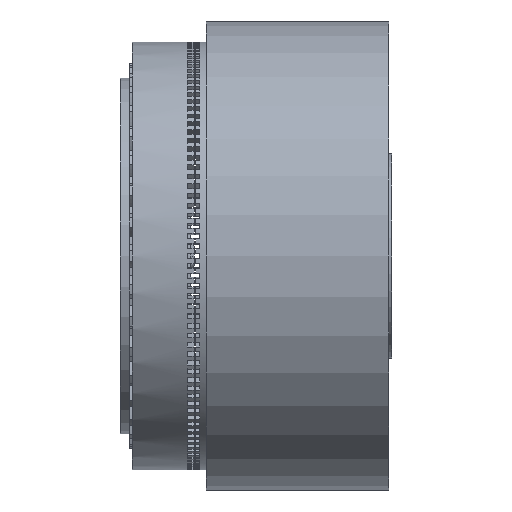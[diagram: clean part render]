
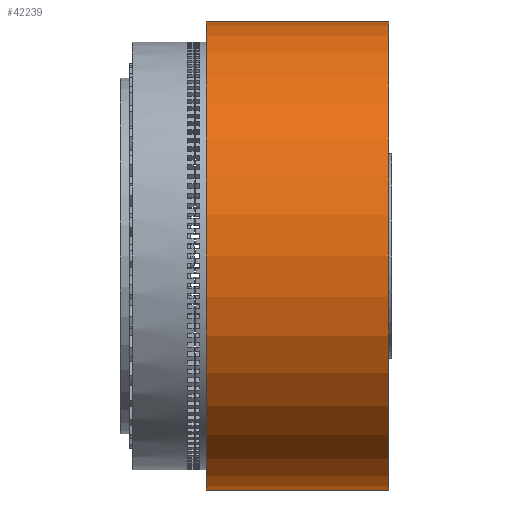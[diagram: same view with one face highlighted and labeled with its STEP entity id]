
A CAD part, front view. The second image highlights one B-rep face of the part: STEP entity #42239.
In plain terms, the highlighted cylindrical face has radius 57.15 mm (diameter 114.3 mm), a partial arc.
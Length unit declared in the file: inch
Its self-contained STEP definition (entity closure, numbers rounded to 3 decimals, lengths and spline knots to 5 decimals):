
#30 = VERTEX_POINT ( 'NONE', #62772 ) ;
#1221 = CARTESIAN_POINT ( 'NONE',  ( 1.755, 0., 2.25 ) ) ;
#1935 = DIRECTION ( 'NONE',  ( -1., 0., 0. ) ) ;
#3081 = EDGE_CURVE ( 'NONE', #57515, #33357, #69207, .T. ) ;
#5462 = CIRCLE ( 'NONE', #17606, 2.25 ) ;
#5642 = CARTESIAN_POINT ( 'NONE',  ( 1.755, 0., -2.25 ) ) ;
#7375 = DIRECTION ( 'NONE',  ( -1., 0., 0. ) ) ;
#9504 = DIRECTION ( 'NONE',  ( -1., 0., 0. ) ) ;
#13564 = VECTOR ( 'NONE', #9504, 39.37008 ) ;
#14993 = EDGE_CURVE ( 'NONE', #35992, #57515, #5462, .T. ) ;
#17005 = DIRECTION ( 'NONE',  ( 0., 0., 1. ) ) ;
#17606 = AXIS2_PLACEMENT_3D ( 'NONE', #35301, #1935, #40957 ) ;
#20351 = EDGE_CURVE ( 'NONE', #35992, #30, #28387, .T. ) ;
#20436 = CARTESIAN_POINT ( 'NONE',  ( -0.14044, 0., -2.25 ) ) ;
#23202 = AXIS2_PLACEMENT_3D ( 'NONE', #56038, #67002, #17005 ) ;
#28387 = LINE ( 'NONE', #20436, #13564 ) ;
#30496 = EDGE_LOOP ( 'NONE', ( #69814, #47907, #68768, #71561 ) ) ;
#33357 = VERTEX_POINT ( 'NONE', #35638 ) ;
#35301 = CARTESIAN_POINT ( 'NONE',  ( 1.755, 0., 0. ) ) ;
#35638 = CARTESIAN_POINT ( 'NONE',  ( 0., 0., 2.25 ) ) ;
#35992 = VERTEX_POINT ( 'NONE', #5642 ) ;
#39286 = EDGE_CURVE ( 'NONE', #30, #33357, #56895, .T. ) ;
#39550 = VECTOR ( 'NONE', #69206, 39.37008 ) ;
#40770 = CARTESIAN_POINT ( 'NONE',  ( 0., 0., 0. ) ) ;
#40812 = FACE_OUTER_BOUND ( 'NONE', #30496, .T. ) ;
#40957 = DIRECTION ( 'NONE',  ( 0., 0., 1. ) ) ;
#42239 = ADVANCED_FACE ( 'NONE', ( #40812 ), #65205, .T. ) ;
#46417 = DIRECTION ( 'NONE',  ( 0., 0., 1. ) ) ;
#47907 = ORIENTED_EDGE ( 'NONE', *, *, #14993, .T. ) ;
#56038 = CARTESIAN_POINT ( 'NONE',  ( -0.14044, 0., 0. ) ) ;
#56895 = CIRCLE ( 'NONE', #58541, 2.25 ) ;
#57515 = VERTEX_POINT ( 'NONE', #1221 ) ;
#58541 = AXIS2_PLACEMENT_3D ( 'NONE', #40770, #7375, #46417 ) ;
#62772 = CARTESIAN_POINT ( 'NONE',  ( 0., 0., -2.25 ) ) ;
#64542 = CARTESIAN_POINT ( 'NONE',  ( -0.14044, 0., 2.25 ) ) ;
#65205 = CYLINDRICAL_SURFACE ( 'NONE', #23202, 2.25 ) ;
#67002 = DIRECTION ( 'NONE',  ( -1., 0., 0. ) ) ;
#68768 = ORIENTED_EDGE ( 'NONE', *, *, #3081, .T. ) ;
#69206 = DIRECTION ( 'NONE',  ( -1., 0., 0. ) ) ;
#69207 = LINE ( 'NONE', #64542, #39550 ) ;
#69814 = ORIENTED_EDGE ( 'NONE', *, *, #20351, .F. ) ;
#71561 = ORIENTED_EDGE ( 'NONE', *, *, #39286, .F. ) ;
